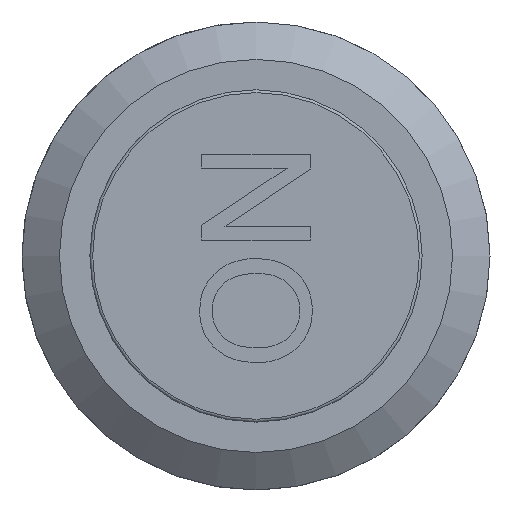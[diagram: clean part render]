
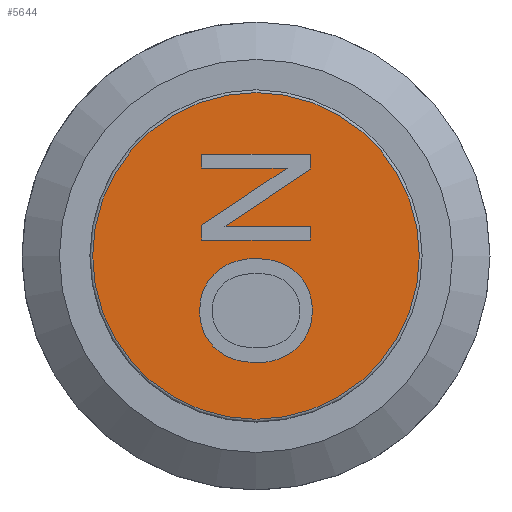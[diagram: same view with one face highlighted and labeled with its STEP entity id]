
A CAD part, top view. The second image highlights one B-rep face of the part: STEP entity #5644.
In plain terms, the highlighted planar face has unit normal (0, 0, 1).
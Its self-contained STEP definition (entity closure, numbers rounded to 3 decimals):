
#113=CIRCLE('',#5964,8.725);
#118=CIRCLE('',#5969,8.725);
#284=LINE('',#7876,#880);
#285=LINE('',#7878,#881);
#286=LINE('',#7880,#882);
#287=LINE('',#7882,#883);
#288=LINE('',#7884,#884);
#289=LINE('',#7886,#885);
#290=LINE('',#7888,#886);
#291=LINE('',#7890,#887);
#292=LINE('',#7892,#888);
#293=LINE('',#7893,#889);
#880=VECTOR('',#6389,10.);
#881=VECTOR('',#6390,10.);
#882=VECTOR('',#6391,10.);
#883=VECTOR('',#6392,10.);
#884=VECTOR('',#6393,10.);
#885=VECTOR('',#6394,10.);
#886=VECTOR('',#6395,10.);
#887=VECTOR('',#6396,10.);
#888=VECTOR('',#6397,10.);
#889=VECTOR('',#6398,10.);
#1477=FACE_BOUND('',#1824,.T.);
#1478=FACE_BOUND('',#1825,.T.);
#1522=FACE_OUTER_BOUND('',#1823,.T.);
#1823=EDGE_LOOP('',(#3733,#3734));
#1824=EDGE_LOOP('',(#3735,#3736,#3737,#3738,#3739,#3740,#3741,#3742,#3743,
#3744));
#1825=EDGE_LOOP('',(#3745,#3746,#3747,#3748));
#2160=B_SPLINE_CURVE_WITH_KNOTS('',2,(#7831,#7832,#7833,#7834),
 .UNSPECIFIED.,.F.,.F.,(3,1,3),(0.,1.,2.),.UNSPECIFIED.);
#2161=B_SPLINE_CURVE_WITH_KNOTS('',2,(#7836,#7837,#7838,#7839,#7840),
 .UNSPECIFIED.,.F.,.F.,(3,1,1,3),(0.,1.,2.,3.),.UNSPECIFIED.);
#2162=B_SPLINE_CURVE_WITH_KNOTS('',2,(#7842,#7843,#7844,#7845,#7846),
 .UNSPECIFIED.,.F.,.F.,(3,1,1,3),(0.,1.,2.,3.),.UNSPECIFIED.);
#2163=B_SPLINE_CURVE_WITH_KNOTS('',2,(#7847,#7848,#7849,#7850,#7851),
 .UNSPECIFIED.,.F.,.F.,(3,1,1,3),(0.,1.,2.,3.),.UNSPECIFIED.);
#2260=VERTEX_POINT('',#7829);
#2261=VERTEX_POINT('',#7830);
#2262=VERTEX_POINT('',#7835);
#2263=VERTEX_POINT('',#7841);
#2268=VERTEX_POINT('',#7874);
#2269=VERTEX_POINT('',#7875);
#2270=VERTEX_POINT('',#7877);
#2271=VERTEX_POINT('',#7879);
#2272=VERTEX_POINT('',#7881);
#2273=VERTEX_POINT('',#7883);
#2274=VERTEX_POINT('',#7885);
#2275=VERTEX_POINT('',#7887);
#2276=VERTEX_POINT('',#7889);
#2277=VERTEX_POINT('',#7891);
#2278=VERTEX_POINT('',#7896);
#2279=VERTEX_POINT('',#7897);
#2837=EDGE_CURVE('',#2260,#2261,#2160,.T.);
#2838=EDGE_CURVE('',#2262,#2260,#2161,.T.);
#2839=EDGE_CURVE('',#2263,#2262,#2162,.T.);
#2840=EDGE_CURVE('',#2261,#2263,#2163,.T.);
#2845=EDGE_CURVE('',#2268,#2269,#284,.T.);
#2846=EDGE_CURVE('',#2270,#2268,#285,.T.);
#2847=EDGE_CURVE('',#2271,#2270,#286,.T.);
#2848=EDGE_CURVE('',#2272,#2271,#287,.T.);
#2849=EDGE_CURVE('',#2273,#2272,#288,.T.);
#2850=EDGE_CURVE('',#2274,#2273,#289,.T.);
#2851=EDGE_CURVE('',#2275,#2274,#290,.T.);
#2852=EDGE_CURVE('',#2276,#2275,#291,.T.);
#2853=EDGE_CURVE('',#2277,#2276,#292,.T.);
#2854=EDGE_CURVE('',#2269,#2277,#293,.T.);
#2855=EDGE_CURVE('',#2278,#2279,#113,.T.);
#2860=EDGE_CURVE('',#2279,#2278,#118,.T.);
#3733=ORIENTED_EDGE('',*,*,#2855,.F.);
#3734=ORIENTED_EDGE('',*,*,#2860,.F.);
#3735=ORIENTED_EDGE('',*,*,#2850,.T.);
#3736=ORIENTED_EDGE('',*,*,#2849,.T.);
#3737=ORIENTED_EDGE('',*,*,#2848,.T.);
#3738=ORIENTED_EDGE('',*,*,#2847,.T.);
#3739=ORIENTED_EDGE('',*,*,#2846,.T.);
#3740=ORIENTED_EDGE('',*,*,#2845,.T.);
#3741=ORIENTED_EDGE('',*,*,#2854,.T.);
#3742=ORIENTED_EDGE('',*,*,#2853,.T.);
#3743=ORIENTED_EDGE('',*,*,#2852,.T.);
#3744=ORIENTED_EDGE('',*,*,#2851,.T.);
#3745=ORIENTED_EDGE('',*,*,#2837,.T.);
#3746=ORIENTED_EDGE('',*,*,#2840,.T.);
#3747=ORIENTED_EDGE('',*,*,#2839,.T.);
#3748=ORIENTED_EDGE('',*,*,#2838,.T.);
#5441=PLANE('',#5970);
#5644=ADVANCED_FACE('',(#1522,#1477,#1478),#5441,.T.);
#5964=AXIS2_PLACEMENT_3D('',#7898,#6403,#6404);
#5969=AXIS2_PLACEMENT_3D('',#7906,#6413,#6414);
#5970=AXIS2_PLACEMENT_3D('',#7907,#6415,#6416);
#6389=DIRECTION('',(-1.,0.,0.));
#6390=DIRECTION('',(0.,-1.,0.));
#6391=DIRECTION('',(1.,0.,0.));
#6392=DIRECTION('',(-0.831,-0.557,0.));
#6393=DIRECTION('',(0.,-1.,0.));
#6394=DIRECTION('',(1.,0.,0.));
#6395=DIRECTION('',(0.,1.,0.));
#6396=DIRECTION('',(-1.,0.,0.));
#6397=DIRECTION('',(0.831,0.557,0.));
#6398=DIRECTION('',(0.,1.,0.));
#6403=DIRECTION('center_axis',(0.,0.,
-1.));
#6404=DIRECTION('ref_axis',(0.,-1.,0.));
#6413=DIRECTION('center_axis',(0.,0.,
-1.));
#6414=DIRECTION('ref_axis',(0.,-1.,0.));
#6415=DIRECTION('center_axis',(0.,0.,
1.));
#6416=DIRECTION('ref_axis',(0.,1.,0.));
#7829=CARTESIAN_POINT('',(0.078,-5.702,2.));
#7830=CARTESIAN_POINT('',(-3.008,-2.918,2.));
#7831=CARTESIAN_POINT('Ctrl Pts',(0.078,-5.702,
2.));
#7832=CARTESIAN_POINT('Ctrl Pts',(-1.372,-5.702,2.));
#7833=CARTESIAN_POINT('Ctrl Pts',(-3.008,-4.146,2.));
#7834=CARTESIAN_POINT('Ctrl Pts',(-3.008,-2.918,2.));
#7835=CARTESIAN_POINT('',(3.008,-2.918,2.));
#7836=CARTESIAN_POINT('Ctrl Pts',(3.008,-2.918,2.));
#7837=CARTESIAN_POINT('Ctrl Pts',(3.008,-3.742,2.));
#7838=CARTESIAN_POINT('Ctrl Pts',(2.215,-5.037,2.));
#7839=CARTESIAN_POINT('Ctrl Pts',(0.845,-5.702,2.));
#7840=CARTESIAN_POINT('Ctrl Pts',(0.078,-5.702,
2.));
#7841=CARTESIAN_POINT('',(0.011,-0.137,2.));
#7842=CARTESIAN_POINT('Ctrl Pts',(0.011,-0.137,
2.));
#7843=CARTESIAN_POINT('Ctrl Pts',(0.893,-0.137,
2.));
#7844=CARTESIAN_POINT('Ctrl Pts',(2.29,-0.851,2.));
#7845=CARTESIAN_POINT('Ctrl Pts',(3.008,-2.164,2.));
#7846=CARTESIAN_POINT('Ctrl Pts',(3.008,-2.918,2.));
#7847=CARTESIAN_POINT('Ctrl Pts',(-3.008,-2.918,2.));
#7848=CARTESIAN_POINT('Ctrl Pts',(-3.008,-2.111,2.));
#7849=CARTESIAN_POINT('Ctrl Pts',(-2.237,-0.816,
2.));
#7850=CARTESIAN_POINT('Ctrl Pts',(-0.862,-0.137,
2.));
#7851=CARTESIAN_POINT('Ctrl Pts',(0.011,-0.137,
2.));
#7874=CARTESIAN_POINT('',(2.911,0.847,2.));
#7875=CARTESIAN_POINT('',(-2.906,0.847,2.));
#7876=CARTESIAN_POINT('',(1.455,0.847,2.));
#7877=CARTESIAN_POINT('',(2.911,1.583,2.));
#7878=CARTESIAN_POINT('',(2.911,0.791,2.));
#7879=CARTESIAN_POINT('',(-1.656,1.583,2.));
#7880=CARTESIAN_POINT('',(-0.828,1.583,2.));
#7881=CARTESIAN_POINT('',(2.911,4.642,2.));
#7882=CARTESIAN_POINT('',(0.833,3.25,2.));
#7883=CARTESIAN_POINT('',(2.911,5.432,2.));
#7884=CARTESIAN_POINT('',(2.911,2.716,2.));
#7885=CARTESIAN_POINT('',(-2.906,5.432,2.));
#7886=CARTESIAN_POINT('',(-1.453,5.432,2.));
#7887=CARTESIAN_POINT('',(-2.906,4.696,2.));
#7888=CARTESIAN_POINT('',(-2.906,2.348,2.));
#7889=CARTESIAN_POINT('',(1.661,4.696,2.));
#7890=CARTESIAN_POINT('',(0.83,4.696,2.));
#7891=CARTESIAN_POINT('',(-2.906,1.636,2.));
#7892=CARTESIAN_POINT('',(-2.282,2.055,2.));
#7893=CARTESIAN_POINT('',(-2.906,0.423,2.));
#7896=CARTESIAN_POINT('',(0.,8.725,2.));
#7897=CARTESIAN_POINT('',(0.,-8.725,2.));
#7898=CARTESIAN_POINT('Origin',(0.,0.,
2.));
#7906=CARTESIAN_POINT('Origin',(0.,0.,
2.));
#7907=CARTESIAN_POINT('Origin',(0.,0.,
2.));
